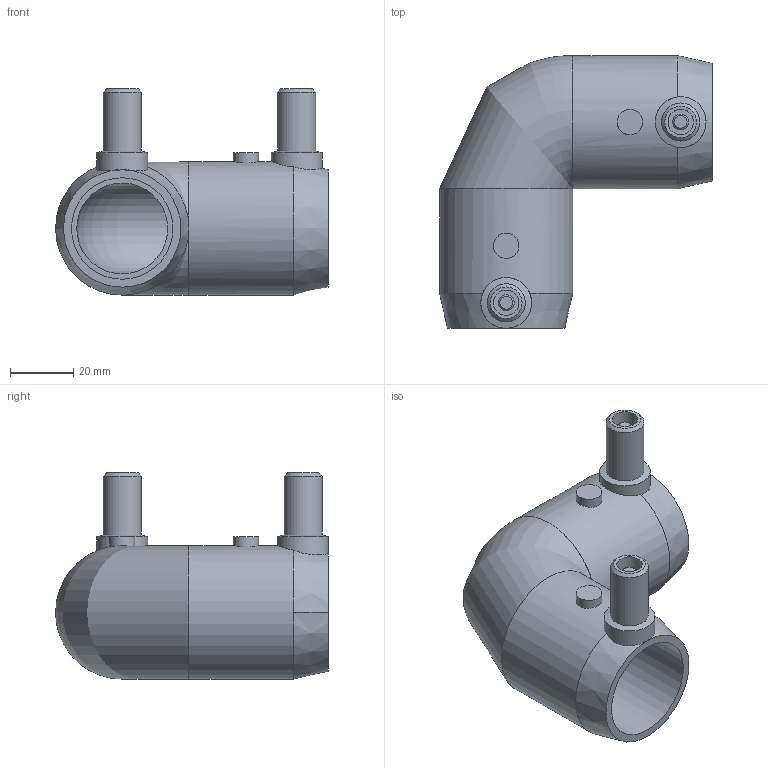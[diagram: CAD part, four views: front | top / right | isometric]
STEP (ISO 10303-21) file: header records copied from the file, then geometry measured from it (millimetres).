
FILE_DESCRIPTION(/* description */ ('PE100 Electro 90° Elbow, Ø32, SDR11'),/* implementation_level */ '2;1');
FILE_NAME(/* name */ 'GELE-RC-032', /* time_stamp */ '2021-10-25T15:37:52+02:00',/* author */ ('COAB Solutions'),/* organization */ ('GPA Flowsystem'),/* preprocessor_version */ '',/* originating_system */ 'www.coabsolutions.com',/* authorisation */ '');
FILE_SCHEMA (('AUTOMOTIVE_DESIGN { 1 0 10303 214 3 1 1 }'));
Length unit declared in the file: millimetre
Products named in the file (1): GELE-RC-032 SDR 11_5
Bounding box: 86 x 86.02 x 65 mm (x, y, z)
Volume: 77186.6 mm3; surface area: 32126.6 mm2
Topology: 1 solids, 1 shells, 40 faces, 82 edges, 52 vertices
Faces by surface type: plane 15, cylinder 14, cone 9, torus 2
Full cylindrical faces by diameter (mm): 5 x2, 8 x4, 12 x2, 16 x2, 32 x2, 42 x2
Entity records: 1335 total; most frequent: CARTESIAN_POINT 449, DIRECTION 184, ORIENTED_EDGE 164, EDGE_CURVE 82, AXIS2_PLACEMENT_3D 81, VERTEX_POINT 52, EDGE_LOOP 50, FACE_OUTER_BOUND 40
